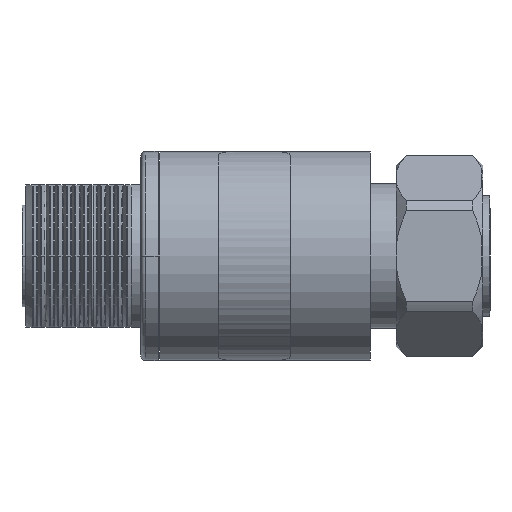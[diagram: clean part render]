
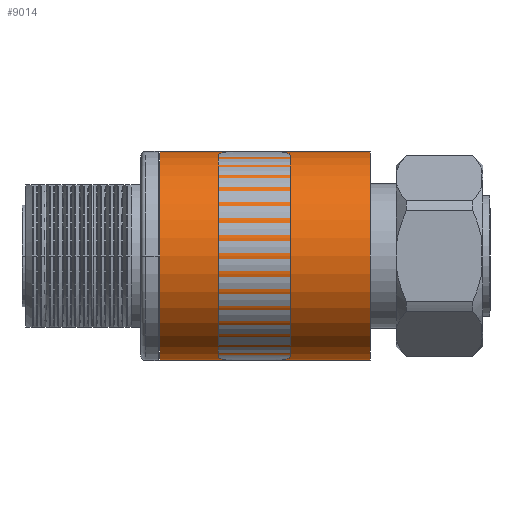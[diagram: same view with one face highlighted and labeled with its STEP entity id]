
A CAD part, front view. The second image highlights one B-rep face of the part: STEP entity #9014.
In plain terms, the highlighted cylindrical face has radius 18.415 mm (diameter 36.83 mm), a partial arc.
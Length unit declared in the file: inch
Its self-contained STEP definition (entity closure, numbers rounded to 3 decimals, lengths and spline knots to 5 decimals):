
#585 = LINE ( 'NONE', #7785, #14944 ) ;
#611 = DIRECTION ( 'NONE',  ( 1., 0., 0. ) ) ;
#833 = CARTESIAN_POINT ( 'NONE',  ( 1.46, 0., -0.725 ) ) ;
#913 = DIRECTION ( 'NONE',  ( 0., 0., -1. ) ) ;
#1011 = DIRECTION ( 'NONE',  ( 0., 0., -1. ) ) ;
#1101 = LINE ( 'NONE', #10248, #9637 ) ;
#1172 = CARTESIAN_POINT ( 'NONE',  ( 0., 0., 0. ) ) ;
#3021 = ORIENTED_EDGE ( 'NONE', *, *, #19999, .F. ) ;
#5416 = ORIENTED_EDGE ( 'NONE', *, *, #19379, .T. ) ;
#7785 = CARTESIAN_POINT ( 'NONE',  ( 0., 0., -0.725 ) ) ;
#9014 = ADVANCED_FACE ( 'NONE', ( #15675 ), #16927, .T. ) ;
#9637 = VECTOR ( 'NONE', #611, 39.37008 ) ;
#9763 = ORIENTED_EDGE ( 'NONE', *, *, #12601, .T. ) ;
#10248 = CARTESIAN_POINT ( 'NONE',  ( 0., 0., 0.725 ) ) ;
#12601 = EDGE_CURVE ( 'NONE', #22912, #15723, #585, .T. ) ;
#13047 = CARTESIAN_POINT ( 'NONE',  ( 1.46, 0., 0.725 ) ) ;
#14220 = DIRECTION ( 'NONE',  ( 1., 0., 0. ) ) ;
#14470 = DIRECTION ( 'NONE',  ( 0., 0., -1. ) ) ;
#14901 = CARTESIAN_POINT ( 'NONE',  ( 1.46, 0., 0. ) ) ;
#14910 = VERTEX_POINT ( 'NONE', #13047 ) ;
#14944 = VECTOR ( 'NONE', #21593, 39.37008 ) ;
#15675 = FACE_OUTER_BOUND ( 'NONE', #23737, .T. ) ;
#15723 = VERTEX_POINT ( 'NONE', #833 ) ;
#16029 = VERTEX_POINT ( 'NONE', #21712 ) ;
#16767 = DIRECTION ( 'NONE',  ( 1., 0., 0. ) ) ;
#16920 = DIRECTION ( 'NONE',  ( 1., 0., 0. ) ) ;
#16927 = CYLINDRICAL_SURFACE ( 'NONE', #24140, 0.725 ) ;
#17165 = EDGE_CURVE ( 'NONE', #14910, #15723, #18125, .T. ) ;
#18125 = CIRCLE ( 'NONE', #18545, 0.725 ) ;
#18527 = CARTESIAN_POINT ( 'NONE',  ( 0., 0., 0. ) ) ;
#18545 = AXIS2_PLACEMENT_3D ( 'NONE', #14901, #16920, #913 ) ;
#19379 = EDGE_CURVE ( 'NONE', #16029, #22912, #24410, .T. ) ;
#19999 = EDGE_CURVE ( 'NONE', #16029, #14910, #1101, .T. ) ;
#20237 = AXIS2_PLACEMENT_3D ( 'NONE', #1172, #16767, #1011 ) ;
#21593 = DIRECTION ( 'NONE',  ( 1., 0., 0. ) ) ;
#21712 = CARTESIAN_POINT ( 'NONE',  ( 0., 0., 0.725 ) ) ;
#21785 = CARTESIAN_POINT ( 'NONE',  ( 0., 0., -0.725 ) ) ;
#22912 = VERTEX_POINT ( 'NONE', #21785 ) ;
#23737 = EDGE_LOOP ( 'NONE', ( #3021, #5416, #9763, #24761 ) ) ;
#24140 = AXIS2_PLACEMENT_3D ( 'NONE', #18527, #14220, #14470 ) ;
#24410 = CIRCLE ( 'NONE', #20237, 0.725 ) ;
#24761 = ORIENTED_EDGE ( 'NONE', *, *, #17165, .F. ) ;
